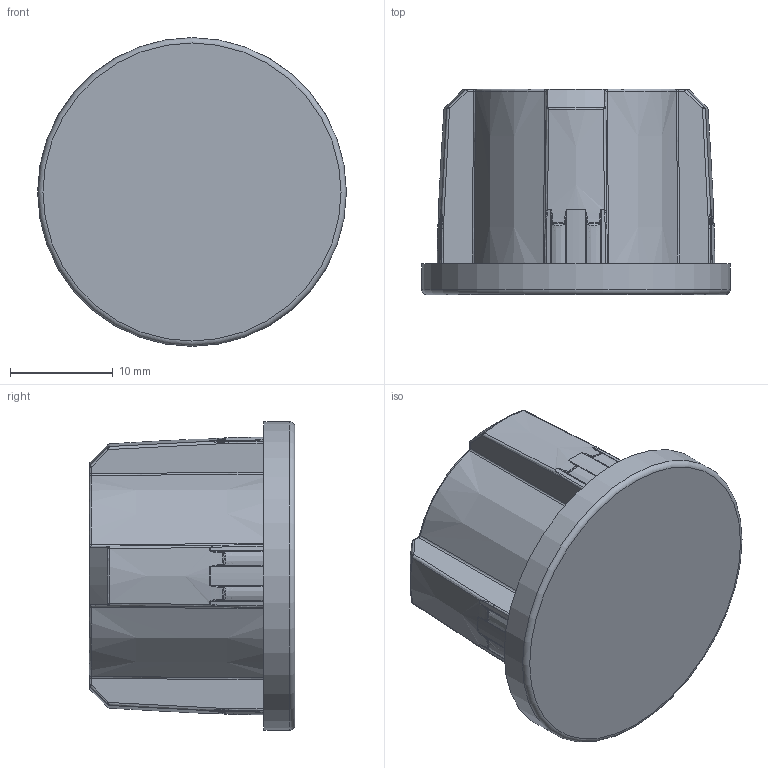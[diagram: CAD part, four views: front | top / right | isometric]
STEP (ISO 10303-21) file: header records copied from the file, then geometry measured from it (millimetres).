
FILE_DESCRIPTION(/* description */ ('KriTec Abdeckkappe Rohr D30 ESD, schwarz ähnlich RAL 9005'),/* implementation_level */ '2;1');
FILE_NAME(/* name */ '22107_KriTec_Abdeckkappe_Rohr_D30_ESD_schwarz_aehnlich_RAL_9005.stp',/* time_stamp */ '2021-04-15T09:47:16+02:00',/* author */ ('jendrek'),/* organization */ (''),/* preprocessor_version */ 'ST-DEVELOPER v17',/* originating_system */ 'Autodesk Inventor 2018',/* authorisation */ '');
FILE_SCHEMA (('AUTOMOTIVE_DESIGN { 1 0 10303 214 3 1 1 }'));
Length unit declared in the file: millimetre
Products named in the file (1): 22107
Bounding box: 30.05 x 20 x 30.05 mm (x, y, z)
Volume: 4126.6 mm3; surface area: 4424.9 mm2
Topology: 1 solids, 1 shells, 479 faces, 1115 edges, 566 vertices
Faces by surface type: bspline 176, torus 81, cylinder 80, sphere 64, cone 45, plane 33
Entity records: 18796 total; most frequent: CARTESIAN_POINT 9074, ORIENTED_EDGE 2080, DIRECTION 2079, EDGE_CURVE 1040, AXIS2_PLACEMENT_3D 943, CIRCLE 567, VERTEX_POINT 566, EDGE_LOOP 482
